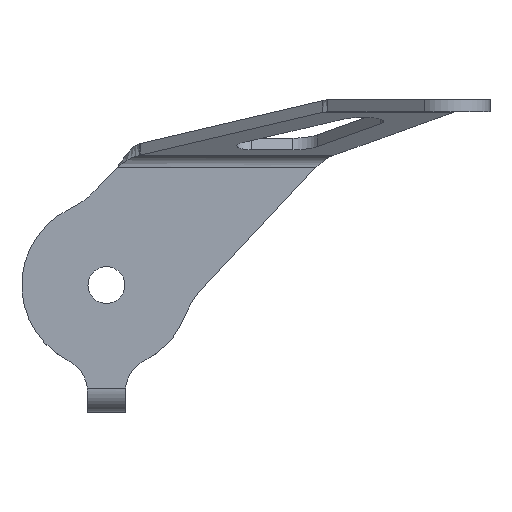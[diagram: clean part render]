
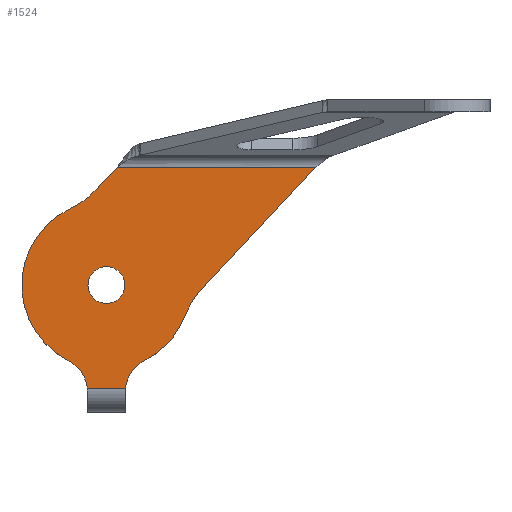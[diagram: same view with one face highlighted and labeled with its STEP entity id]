
A CAD part, top view. The second image highlights one B-rep face of the part: STEP entity #1524.
In plain terms, the highlighted planar face has unit normal (0, 0, 1).
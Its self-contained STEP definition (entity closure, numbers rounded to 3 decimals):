
#4 = AXIS2_PLACEMENT_3D ( 'NONE', #1721, #760, #1440 ) ;
#12 = EDGE_CURVE ( 'NONE', #29, #114, #1022, .T. ) ;
#29 = VERTEX_POINT ( 'NONE', #659 ) ;
#33 = DIRECTION ( 'NONE',  ( 0., 0., 1. ) ) ;
#44 = CARTESIAN_POINT ( 'NONE',  ( -1.698, 15.783, 2. ) ) ;
#49 = AXIS2_PLACEMENT_3D ( 'NONE', #1230, #280, #413 ) ;
#64 = EDGE_CURVE ( 'NONE', #29, #757, #1516, .T. ) ;
#76 = CARTESIAN_POINT ( 'NONE',  ( 26.109, -10.116, 2. ) ) ;
#77 = CIRCLE ( 'NONE', #1021, 3.05 ) ;
#97 = PLANE ( 'NONE',  #4 ) ;
#102 = ORIENTED_EDGE ( 'NONE', *, *, #433, .F. ) ;
#114 = VERTEX_POINT ( 'NONE', #1413 ) ;
#139 = EDGE_CURVE ( 'NONE', #222, #1579, #484, .T. ) ;
#173 = EDGE_CURVE ( 'NONE', #1479, #222, #379, .T. ) ;
#192 = CARTESIAN_POINT ( 'NONE',  ( 15.864, -0.574, 2. ) ) ;
#201 = CARTESIAN_POINT ( 'NONE',  ( -3.05, 0., 2. ) ) ;
#222 = VERTEX_POINT ( 'NONE', #679 ) ;
#241 = ORIENTED_EDGE ( 'NONE', *, *, #173, .T. ) ;
#243 = AXIS2_PLACEMENT_3D ( 'NONE', #1548, #723, #445 ) ;
#270 = DIRECTION ( 'NONE',  ( -1., 0., 0. ) ) ;
#272 = AXIS2_PLACEMENT_3D ( 'NONE', #76, #732, #469 ) ;
#280 = DIRECTION ( 'NONE',  ( 0., 0., -1. ) ) ;
#309 = DIRECTION ( 'NONE',  ( 1., 0., 0. ) ) ;
#314 = ORIENTED_EDGE ( 'NONE', *, *, #12, .F. ) ;
#346 = VECTOR ( 'NONE', #270, 1000. ) ;
#358 = ORIENTED_EDGE ( 'NONE', *, *, #1197, .F. ) ;
#369 = EDGE_LOOP ( 'NONE', ( #102, #1458, #241, #1556, #583, #314, #1026, #1109, #652, #1580 ) ) ;
#379 = CIRCLE ( 'NONE', #49, 14. ) ;
#386 = AXIS2_PLACEMENT_3D ( 'NONE', #539, #33, #1495 ) ;
#395 = EDGE_CURVE ( 'NONE', #887, #1479, #475, .T. ) ;
#411 = FACE_BOUND ( 'NONE', #633, .T. ) ;
#413 = DIRECTION ( 'NONE',  ( -1., 0., 0. ) ) ;
#433 = EDGE_CURVE ( 'NONE', #887, #1489, #834, .T. ) ;
#445 = DIRECTION ( 'NONE',  ( -1., 0., 0. ) ) ;
#469 = DIRECTION ( 'NONE',  ( -1., 0., 0. ) ) ;
#473 = DIRECTION ( 'NONE',  ( 1., 0., 0. ) ) ;
#475 = LINE ( 'NONE', #44, #1287 ) ;
#484 = CIRCLE ( 'NONE', #386, 14. ) ;
#517 = CARTESIAN_POINT ( 'NONE',  ( 3.05, 0., 2. ) ) ;
#522 = EDGE_CURVE ( 'NONE', #1651, #1489, #1244, .T. ) ;
#539 = CARTESIAN_POINT ( 'NONE',  ( 0., 0., 2. ) ) ;
#577 = DIRECTION ( 'NONE',  ( 0., 0., 1. ) ) ;
#583 = ORIENTED_EDGE ( 'NONE', *, *, #1377, .T. ) ;
#595 = EDGE_CURVE ( 'NONE', #789, #1492, #1147, .T. ) ;
#611 = VECTOR ( 'NONE', #1367, 1000. ) ;
#633 = EDGE_LOOP ( 'NONE', ( #900, #358 ) ) ;
#646 = VERTEX_POINT ( 'NONE', #1739 ) ;
#652 = ORIENTED_EDGE ( 'NONE', *, *, #1493, .T. ) ;
#659 = CARTESIAN_POINT ( 'NONE',  ( 3.149, -17.044, 2. ) ) ;
#679 = CARTESIAN_POINT ( 'NONE',  ( -5.972, 12.663, 2. ) ) ;
#723 = DIRECTION ( 'NONE',  ( 0., 0., -1. ) ) ;
#732 = DIRECTION ( 'NONE',  ( 0., 0., -1. ) ) ;
#742 = AXIS2_PLACEMENT_3D ( 'NONE', #750, #1161, #473 ) ;
#750 = CARTESIAN_POINT ( 'NONE',  ( 0., 0., 2. ) ) ;
#757 = VERTEX_POINT ( 'NONE', #895 ) ;
#760 = DIRECTION ( 'NONE',  ( 0., 0., 1. ) ) ;
#785 = VECTOR ( 'NONE', #1545, 1000. ) ;
#789 = VERTEX_POINT ( 'NONE', #517 ) ;
#805 = AXIS2_PLACEMENT_3D ( 'NONE', #1239, #1127, #1617 ) ;
#808 = CIRCLE ( 'NONE', #1149, 14. ) ;
#834 = LINE ( 'NONE', #1498, #611 ) ;
#840 = CARTESIAN_POINT ( 'NONE',  ( 0., 0., 2. ) ) ;
#887 = VERTEX_POINT ( 'NONE', #1748 ) ;
#895 = CARTESIAN_POINT ( 'NONE',  ( 6.37, -12.467, 2. ) ) ;
#900 = ORIENTED_EDGE ( 'NONE', *, *, #595, .F. ) ;
#911 = CIRCLE ( 'NONE', #805, 6. ) ;
#934 = CARTESIAN_POINT ( 'NONE',  ( 57., -17.044, 2. ) ) ;
#979 = CARTESIAN_POINT ( 'NONE',  ( 0., 0., 2. ) ) ;
#1021 = AXIS2_PLACEMENT_3D ( 'NONE', #840, #1529, #1112 ) ;
#1022 = LINE ( 'NONE', #934, #346 ) ;
#1024 = CARTESIAN_POINT ( 'NONE',  ( -6.37, -12.467, 2. ) ) ;
#1026 = ORIENTED_EDGE ( 'NONE', *, *, #64, .T. ) ;
#1109 = ORIENTED_EDGE ( 'NONE', *, *, #1221, .T. ) ;
#1112 = DIRECTION ( 'NONE',  ( 1., 0., 0. ) ) ;
#1127 = DIRECTION ( 'NONE',  ( 0., 0., -1. ) ) ;
#1147 = CIRCLE ( 'NONE', #742, 3.05 ) ;
#1149 = AXIS2_PLACEMENT_3D ( 'NONE', #979, #577, #309 ) ;
#1158 = CARTESIAN_POINT ( 'NONE',  ( -1.698, 15.783, 2. ) ) ;
#1161 = DIRECTION ( 'NONE',  ( 0., 0., 1. ) ) ;
#1177 = FACE_OUTER_BOUND ( 'NONE', #369, .T. ) ;
#1197 = EDGE_CURVE ( 'NONE', #1492, #789, #77, .T. ) ;
#1221 = EDGE_CURVE ( 'NONE', #757, #646, #808, .T. ) ;
#1230 = CARTESIAN_POINT ( 'NONE',  ( -11.943, 25.325, 2. ) ) ;
#1239 = CARTESIAN_POINT ( 'NONE',  ( -9.1, -17.81, 2. ) ) ;
#1244 = LINE ( 'NONE', #192, #785 ) ;
#1287 = VECTOR ( 'NONE', #1504, 1000. ) ;
#1367 = DIRECTION ( 'NONE',  ( 1., 0., 0. ) ) ;
#1377 = EDGE_CURVE ( 'NONE', #1579, #114, #911, .T. ) ;
#1413 = CARTESIAN_POINT ( 'NONE',  ( -3.149, -17.044, 2. ) ) ;
#1440 = DIRECTION ( 'NONE',  ( 1., 0., 0. ) ) ;
#1458 = ORIENTED_EDGE ( 'NONE', *, *, #395, .T. ) ;
#1479 = VERTEX_POINT ( 'NONE', #1158 ) ;
#1489 = VERTEX_POINT ( 'NONE', #1696 ) ;
#1492 = VERTEX_POINT ( 'NONE', #201 ) ;
#1493 = EDGE_CURVE ( 'NONE', #646, #1651, #1707, .T. ) ;
#1495 = DIRECTION ( 'NONE',  ( 1., 0., 0. ) ) ;
#1498 = CARTESIAN_POINT ( 'NONE',  ( 57., 19.537, 2. ) ) ;
#1504 = DIRECTION ( 'NONE',  ( -0.682, -0.732, 0. ) ) ;
#1516 = CIRCLE ( 'NONE', #243, 6. ) ;
#1524 = ADVANCED_FACE ( 'NONE', ( #1177, #411 ), #97, .T. ) ;
#1529 = DIRECTION ( 'NONE',  ( 0., 0., 1. ) ) ;
#1545 = DIRECTION ( 'NONE',  ( 0.682, 0.732, 0. ) ) ;
#1548 = CARTESIAN_POINT ( 'NONE',  ( 9.1, -17.81, 2. ) ) ;
#1556 = ORIENTED_EDGE ( 'NONE', *, *, #139, .T. ) ;
#1579 = VERTEX_POINT ( 'NONE', #1024 ) ;
#1580 = ORIENTED_EDGE ( 'NONE', *, *, #522, .T. ) ;
#1606 = CARTESIAN_POINT ( 'NONE',  ( 15.864, -0.574, 2. ) ) ;
#1617 = DIRECTION ( 'NONE',  ( -1., 0., 0. ) ) ;
#1651 = VERTEX_POINT ( 'NONE', #1606 ) ;
#1696 = CARTESIAN_POINT ( 'NONE',  ( 34.594, 19.537, 2. ) ) ;
#1707 = CIRCLE ( 'NONE', #272, 14. ) ;
#1721 = CARTESIAN_POINT ( 'NONE',  ( 57., 61.2, 2. ) ) ;
#1739 = CARTESIAN_POINT ( 'NONE',  ( 13.054, -5.058, 2. ) ) ;
#1748 = CARTESIAN_POINT ( 'NONE',  ( 1.797, 19.537, 2. ) ) ;
